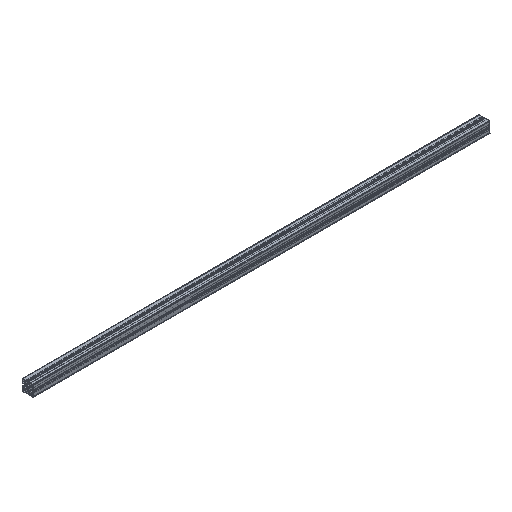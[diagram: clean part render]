
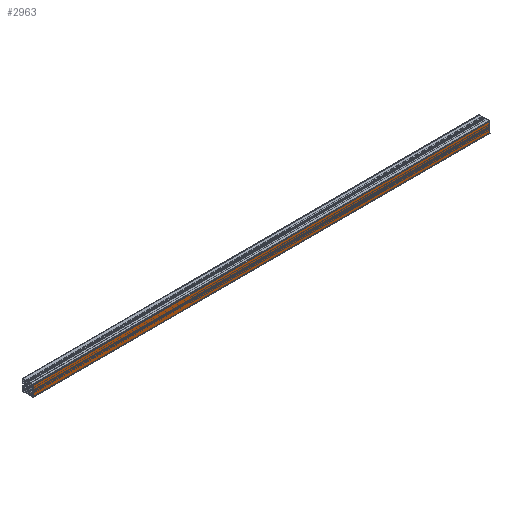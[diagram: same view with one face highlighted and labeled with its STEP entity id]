
A CAD part, isometric view. The second image highlights one B-rep face of the part: STEP entity #2963.
In plain terms, the highlighted planar face has unit normal (0, -1, 0).
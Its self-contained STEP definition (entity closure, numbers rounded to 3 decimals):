
#343=FACE_OUTER_BOUND('',#491,.T.);
#491=EDGE_LOOP('',(#2366,#2367,#2368,#2369));
#787=LINE('',#4861,#1097);
#788=LINE('',#4864,#1098);
#789=LINE('',#4866,#1099);
#790=LINE('',#4867,#1100);
#1097=VECTOR('',#3983,1.);
#1098=VECTOR('',#3986,1.);
#1099=VECTOR('',#3987,1.);
#1100=VECTOR('',#3988,1.);
#1394=VERTEX_POINT('',#4857);
#1395=VERTEX_POINT('',#4859);
#1396=VERTEX_POINT('',#4863);
#1397=VERTEX_POINT('',#4865);
#1807=EDGE_CURVE('',#1394,#1395,#787,.T.);
#1808=EDGE_CURVE('',#1394,#1396,#788,.T.);
#1809=EDGE_CURVE('',#1397,#1395,#789,.T.);
#1810=EDGE_CURVE('',#1396,#1397,#790,.T.);
#2366=ORIENTED_EDGE('',*,*,#1808,.F.);
#2367=ORIENTED_EDGE('',*,*,#1807,.T.);
#2368=ORIENTED_EDGE('',*,*,#1809,.F.);
#2369=ORIENTED_EDGE('',*,*,#1810,.F.);
#2825=PLANE('',#3221);
#2963=ADVANCED_FACE('',(#343),#2825,.T.);
#3221=AXIS2_PLACEMENT_3D('',#4862,#3984,#3985);
#3983=DIRECTION('',(1.,0.,0.));
#3984=DIRECTION('center_axis',(0.,-1.,0.));
#3985=DIRECTION('ref_axis',(0.,0.,-1.));
#3986=DIRECTION('',(0.,0.,1.));
#3987=DIRECTION('',(0.,0.,-1.));
#3988=DIRECTION('',(1.,0.,0.));
#4857=CARTESIAN_POINT('',(0.,0.,2.5));
#4859=CARTESIAN_POINT('',(1828.8,0.,2.5));
#4861=CARTESIAN_POINT('',(0.,0.,2.5));
#4862=CARTESIAN_POINT('Origin',(0.,0.,42.5));
#4863=CARTESIAN_POINT('',(0.,0.,42.5));
#4864=CARTESIAN_POINT('',(0.,0.,2.5));
#4865=CARTESIAN_POINT('',(1828.8,0.,42.5));
#4866=CARTESIAN_POINT('',(1828.8,0.,2.5));
#4867=CARTESIAN_POINT('',(0.,0.,42.5));
